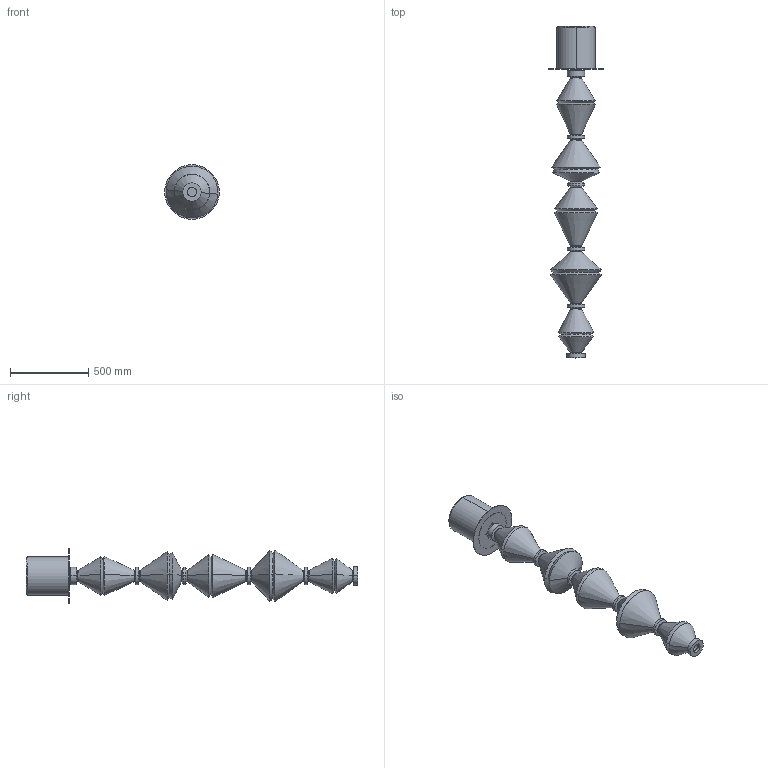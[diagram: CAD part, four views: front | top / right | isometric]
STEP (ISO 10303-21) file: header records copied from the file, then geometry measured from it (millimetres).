
FILE_DESCRIPTION (( 'STEP AP214' ), '1' );
FILE_NAME ('OIPHORIQUE P PE.STEP', '2016-05-03T16:25:46', ( 'Josep Sancho' ), ( '' ), 'SwSTEP 2.0', 'SolidWorks 2013', '' );
FILE_SCHEMA (( 'AUTOMOTIVE_DESIGN' ));
Length unit declared in the file: millimetre
Products named in the file (7): DIFUSOR OIPHORIQUE PE; CONJUNTO FLORON OÏPHORIQUE P PE; 013600200000 - INTERRUPTOR ALETA BASCULANTE BJB NEGRO; 051101500124 - CONTRAPESO DIAM.240X10MM PINT. NEGRO; 026707300000 - DISCO DIAM.350X2MM DIAM.INT.75MM; 053200600000 - FUNDA BASE DIAM.250X268MM; OIPHORIQUE P PE
Assembly tree (7 placements, depth 3):
  OIPHORIQUE P PE
    CONJUNTO FLORON OÏPHORIQUE P PE
      053200600000 - FUNDA BASE DIAM.250X268MM
      026707300000 - DISCO DIAM.350X2MM DIAM.INT.75MM
      051101500124 - CONTRAPESO DIAM.240X10MM PINT. NEGRO
      013600200000 - INTERRUPTOR ALETA BASCULANTE BJB NEGRO  x2
    DIFUSOR OIPHORIQUE PE
Bounding box: 350 x 2127 x 350 mm (x, y, z)
Volume: 24496951.3 mm3; surface area: 3003572.2 mm2
Topology: 10 solids, 10 shells, 827 faces, 2105 edges, 1356 vertices
Faces by surface type: plane 544, cylinder 123, cone 104, bspline 56
Entity records: 17213 total; most frequent: CARTESIAN_POINT 3706, ORIENTED_EDGE 2716, DIRECTION 2696, EDGE_CURVE 1358, LINE 978, VECTOR 978, AXIS2_PLACEMENT_3D 859, VERTEX_POINT 858
